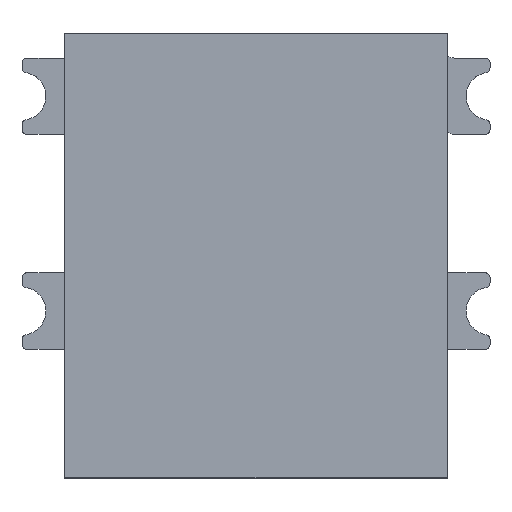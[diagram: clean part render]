
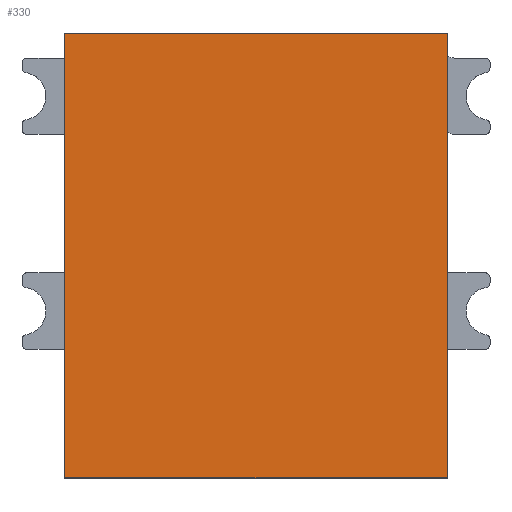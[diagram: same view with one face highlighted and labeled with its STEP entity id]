
A CAD part, top view. The second image highlights one B-rep face of the part: STEP entity #330.
In plain terms, the highlighted planar face has unit normal (0, 0, 1).
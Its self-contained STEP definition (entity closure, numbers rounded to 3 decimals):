
#330=ADVANCED_FACE('',(#879),#880,.T.);
#879=FACE_OUTER_BOUND('',#1654,.T.);
#880=PLANE('',#1655);
#1654=EDGE_LOOP('',(#2597,#2598,#2599,#2600));
#1655=AXIS2_PLACEMENT_3D('',#2601,#2602,#2603);
#2597=ORIENTED_EDGE('',*,*,#4713,.F.);
#2598=ORIENTED_EDGE('',*,*,#4798,.F.);
#2599=ORIENTED_EDGE('',*,*,#4766,.T.);
#2600=ORIENTED_EDGE('',*,*,#4800,.T.);
#2601=CARTESIAN_POINT('',(-4.0,-4.65,2.65));
#2602=DIRECTION('',(0.,0.,1.0));
#2603=DIRECTION('',(1.0,0.,0.0));
#4713=EDGE_CURVE('',#5678,#5680,#5681,.T.);
#4766=EDGE_CURVE('',#5768,#5765,#5769,.T.);
#4798=EDGE_CURVE('',#5768,#5678,#5818,.T.);
#4800=EDGE_CURVE('',#5765,#5680,#5820,.T.);
#5678=VERTEX_POINT('',#7064);
#5680=VERTEX_POINT('',#7067);
#5681=LINE('',#7068,#7069);
#5765=VERTEX_POINT('',#7192);
#5768=VERTEX_POINT('',#7196);
#5769=LINE('',#7197,#7198);
#5818=LINE('',#7272,#7273);
#5820=LINE('',#7275,#7276);
#7064=CARTESIAN_POINT('',(-4.0,4.65,2.65));
#7067=CARTESIAN_POINT('',(4.0,4.65,2.65));
#7068=CARTESIAN_POINT('',(-4.0,4.65,2.65));
#7069=VECTOR('',#8810,1000.0);
#7192=CARTESIAN_POINT('',(4.0,-4.65,2.65));
#7196=CARTESIAN_POINT('',(-4.0,-4.65,2.65));
#7197=CARTESIAN_POINT('',(-4.0,-4.65,2.65));
#7198=VECTOR('',#8863,1000.0);
#7272=CARTESIAN_POINT('',(-4.0,-4.65,2.65));
#7273=VECTOR('',#8895,1000.0);
#7275=CARTESIAN_POINT('',(4.0,-4.65,2.65));
#7276=VECTOR('',#8896,1000.0);
#8810=DIRECTION('',(1.0,0.0,0.));
#8863=DIRECTION('',(1.0,0.0,0.));
#8895=DIRECTION('',(0.0,1.0,0.0));
#8896=DIRECTION('',(0.0,1.0,0.0));
